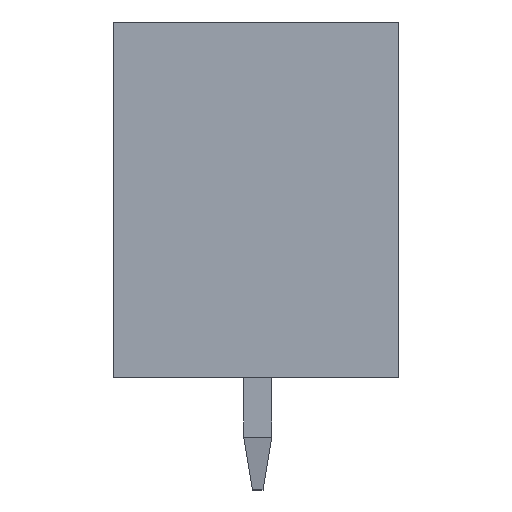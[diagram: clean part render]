
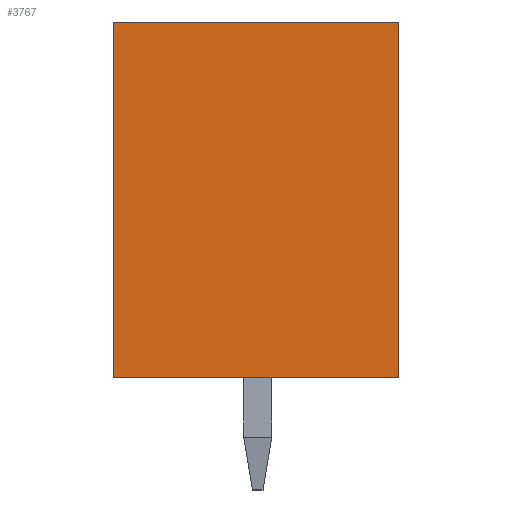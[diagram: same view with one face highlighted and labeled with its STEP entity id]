
A CAD part, left-side view. The second image highlights one B-rep face of the part: STEP entity #3767.
In plain terms, the highlighted planar face has unit normal (-1, 0, 0).
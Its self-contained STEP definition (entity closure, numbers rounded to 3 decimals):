
#3759=AXIS2_PLACEMENT_3D('Plane Axis2P3D',#3756,#3757,#3758) ;
#1080=CARTESIAN_POINT('Line Origine',(0.,4.05,13.3)) ;
#1084=CARTESIAN_POINT('Vertex',(0.,0.,13.3)) ;
#1086=CARTESIAN_POINT('Vertex',(0.,8.1,13.3)) ;
#1685=CARTESIAN_POINT('Line Origine',(0.,8.1,8.25)) ;
#1689=CARTESIAN_POINT('Vertex',(0.,8.1,3.2)) ;
#1717=CARTESIAN_POINT('Line Origine',(0.,4.05,3.2)) ;
#1721=CARTESIAN_POINT('Vertex',(0.,0.,3.2)) ;
#3725=CARTESIAN_POINT('Line Origine',(0.,0.,8.25)) ;
#3756=CARTESIAN_POINT('Axis2P3D Location',(0.,4.,6.7)) ;
#1081=DIRECTION('Vector Direction',(0.,1.,0.)) ;
#1686=DIRECTION('Vector Direction',(0.,0.,-1.)) ;
#1718=DIRECTION('Vector Direction',(0.,-1.,0.)) ;
#3726=DIRECTION('Vector Direction',(0.,0.,1.)) ;
#3757=DIRECTION('Axis2P3D Direction',(-1.,0.,0.)) ;
#3758=DIRECTION('Axis2P3D XDirection',(0.,-1.,0.)) ;
#1082=VECTOR('Line Direction',#1081,1.) ;
#1687=VECTOR('Line Direction',#1686,1.) ;
#1719=VECTOR('Line Direction',#1718,1.) ;
#3727=VECTOR('Line Direction',#3726,1.) ;
#3762=ORIENTED_EDGE('',*,*,#1723,.T.) ;
#3763=ORIENTED_EDGE('',*,*,#3729,.T.) ;
#3764=ORIENTED_EDGE('',*,*,#1088,.T.) ;
#3765=ORIENTED_EDGE('',*,*,#1691,.T.) ;
#3767=ADVANCED_FACE('BREP_WITH_VOIDS #7611',(#3766),#3760,.T.) ;
#1088=EDGE_CURVE('',#1085,#1087,#1083,.T.) ;
#1691=EDGE_CURVE('',#1087,#1690,#1688,.T.) ;
#1723=EDGE_CURVE('',#1690,#1722,#1720,.T.) ;
#3729=EDGE_CURVE('',#1722,#1085,#3728,.T.) ;
#3761=EDGE_LOOP('',(#3762,#3763,#3764,#3765)) ;
#3766=FACE_OUTER_BOUND('',#3761,.T.) ;
#1083=LINE('Line',#1080,#1082) ;
#1688=LINE('Line',#1685,#1687) ;
#1720=LINE('Line',#1717,#1719) ;
#3728=LINE('Line',#3725,#3727) ;
#3760=PLANE('',#3759) ;
#1085=VERTEX_POINT('',#1084) ;
#1087=VERTEX_POINT('',#1086) ;
#1690=VERTEX_POINT('',#1689) ;
#1722=VERTEX_POINT('',#1721) ;
